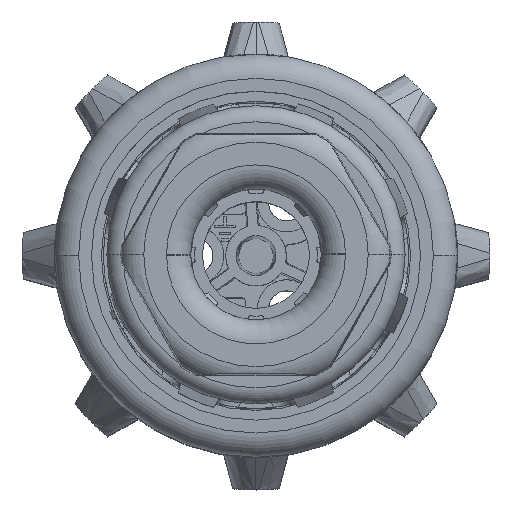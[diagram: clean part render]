
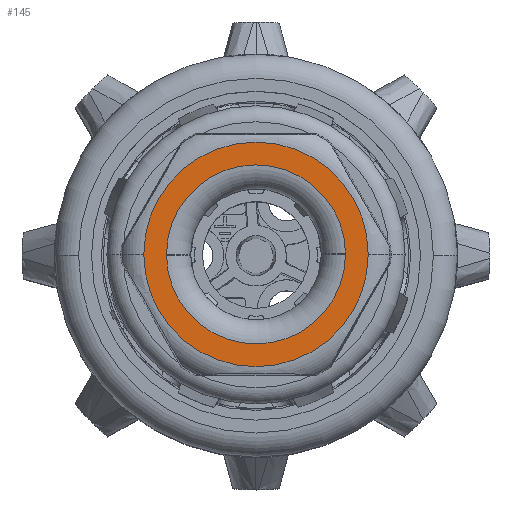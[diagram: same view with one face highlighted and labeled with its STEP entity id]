
A CAD part, top view. The second image highlights one B-rep face of the part: STEP entity #145.
In plain terms, the highlighted planar face has unit normal (0, 0, 1).
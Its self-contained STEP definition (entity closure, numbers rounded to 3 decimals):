
#145=ADVANCED_FACE('',(#4133,#4134),#4135,.T.);
#4133=FACE_OUTER_BOUND('',#12138,.T.);
#4134=FACE_BOUND('',#12139,.T.);
#4135=PLANE('',#12140);
#12138=EDGE_LOOP('',(#24762,#24763));
#12139=EDGE_LOOP('',(#24764,#24765,#24766,#24767));
#12140=AXIS2_PLACEMENT_3D('',#24768,#24769,#24770);
#24762=ORIENTED_EDGE('',*,*,#57685,.T.);
#24763=ORIENTED_EDGE('',*,*,#57686,.T.);
#24764=ORIENTED_EDGE('',*,*,#57687,.T.);
#24765=ORIENTED_EDGE('',*,*,#57015,.T.);
#24766=ORIENTED_EDGE('',*,*,#57688,.T.);
#24767=ORIENTED_EDGE('',*,*,#57018,.T.);
#24768=CARTESIAN_POINT('',(0.0,0.0,27.0));
#24769=DIRECTION('',(0.0,0.0,1.0));
#24770=DIRECTION('',(1.0,0.0,0.0));
#57015=EDGE_CURVE('',#68415,#68413,#68416,.T.);
#57018=EDGE_CURVE('',#68420,#68418,#68421,.T.);
#57685=EDGE_CURVE('',#69715,#69717,#69719,.T.);
#57686=EDGE_CURVE('',#69717,#69715,#69720,.T.);
#57687=EDGE_CURVE('',#68418,#68415,#69721,.T.);
#57688=EDGE_CURVE('',#68413,#68420,#69722,.T.);
#68413=VERTEX_POINT('',#87430);
#68415=VERTEX_POINT('',#87432);
#68416=CIRCLE('',#87433,11.105);
#68418=VERTEX_POINT('',#87435);
#68420=VERTEX_POINT('',#87437);
#68421=CIRCLE('',#87438,11.105);
#69715=VERTEX_POINT('',#90235);
#69717=VERTEX_POINT('',#90237);
#69719=CIRCLE('',#90239,13.922);
#69720=CIRCLE('',#90240,13.922);
#69721=CIRCLE('',#90241,11.105);
#69722=CIRCLE('',#90242,11.105);
#87430=CARTESIAN_POINT('',(11.105,0.0,27.0));
#87432=CARTESIAN_POINT('',(11.104,0.165,27.0));
#87433=AXIS2_PLACEMENT_3D('',#121726,#121727,#121728);
#87435=CARTESIAN_POINT('',(-11.105,0.0,27.0));
#87437=CARTESIAN_POINT('',(-11.104,-0.165,27.0));
#87438=AXIS2_PLACEMENT_3D('',#121735,#121736,#121737);
#90235=CARTESIAN_POINT('',(13.922,0.0,27.0));
#90237=CARTESIAN_POINT('',(-13.922,0.0,27.0));
#90239=AXIS2_PLACEMENT_3D('',#122301,#122302,#122303);
#90240=AXIS2_PLACEMENT_3D('',#122304,#122305,#122306);
#90241=AXIS2_PLACEMENT_3D('',#122307,#122308,#122309);
#90242=AXIS2_PLACEMENT_3D('',#122310,#122311,#122312);
#121726=CARTESIAN_POINT('',(0.0,0.0,27.0));
#121727=DIRECTION('',(0.0,0.0,-1.0));
#121728=DIRECTION('',(-1.0,0.0,0.0));
#121735=CARTESIAN_POINT('',(0.0,0.0,27.0));
#121736=DIRECTION('',(0.0,0.0,-1.0));
#121737=DIRECTION('',(1.0,0.0,0.0));
#122301=CARTESIAN_POINT('',(0.0,0.0,27.0));
#122302=DIRECTION('',(0.0,0.0,1.0));
#122303=DIRECTION('',(1.0,0.0,0.0));
#122304=CARTESIAN_POINT('',(0.0,0.0,27.0));
#122305=DIRECTION('',(0.0,0.0,1.0));
#122306=DIRECTION('',(-1.0,0.0,0.0));
#122307=CARTESIAN_POINT('',(0.0,0.0,27.0));
#122308=DIRECTION('',(0.0,0.0,-1.0));
#122309=DIRECTION('',(-1.0,0.0,0.0));
#122310=CARTESIAN_POINT('',(0.0,0.0,27.0));
#122311=DIRECTION('',(0.0,0.0,-1.0));
#122312=DIRECTION('',(1.0,0.0,0.0));
